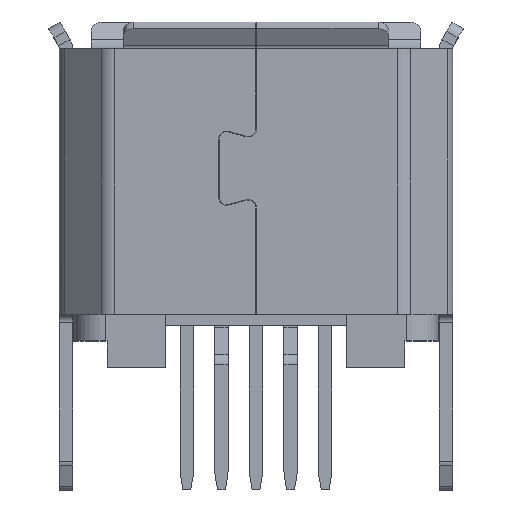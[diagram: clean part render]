
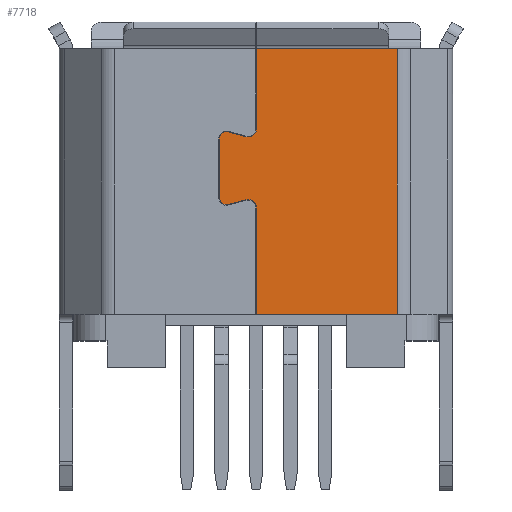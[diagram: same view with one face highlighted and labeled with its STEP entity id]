
A CAD part, top view. The second image highlights one B-rep face of the part: STEP entity #7718.
In plain terms, the highlighted planar face has unit normal (0, 0, 1).
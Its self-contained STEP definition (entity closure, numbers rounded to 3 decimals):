
#176 = VECTOR ( 'NONE', #1530, 1000. ) ;
#239 = EDGE_CURVE ( 'NONE', #872, #5728, #1451, .T. ) ;
#291 = VERTEX_POINT ( 'NONE', #4174 ) ;
#312 = CIRCLE ( 'NONE', #12476, 0.16 ) ;
#599 = DIRECTION ( 'NONE',  ( 0., 0., -1. ) ) ;
#863 = VECTOR ( 'NONE', #9140, 1000. ) ;
#872 = VERTEX_POINT ( 'NONE', #7818 ) ;
#984 = CARTESIAN_POINT ( 'NONE',  ( -2.5, 6., 1.185 ) ) ;
#1086 = LINE ( 'NONE', #11194, #7838 ) ;
#1173 = EDGE_CURVE ( 'NONE', #11974, #10039, #8628, .T. ) ;
#1222 = CARTESIAN_POINT ( 'NONE',  ( -0.69, 3.203, 1.185 ) ) ;
#1451 = LINE ( 'NONE', #12283, #13471 ) ;
#1530 = DIRECTION ( 'NONE',  ( 1., 0., 0. ) ) ;
#1713 = EDGE_CURVE ( 'NONE', #11974, #4103, #7521, .T. ) ;
#1986 = DIRECTION ( 'NONE',  ( 1., 0., 0. ) ) ;
#2200 = VERTEX_POINT ( 'NONE', #10644 ) ;
#2490 = AXIS2_PLACEMENT_3D ( 'NONE', #6210, #6157, #9730 ) ;
#2524 = ORIENTED_EDGE ( 'NONE', *, *, #13213, .T. ) ;
#3067 = CIRCLE ( 'NONE', #13915, 0.14 ) ;
#3080 = CARTESIAN_POINT ( 'NONE',  ( 0.01, 6., 1.185 ) ) ;
#3312 = ORIENTED_EDGE ( 'NONE', *, *, #11893, .F. ) ;
#3326 = CARTESIAN_POINT ( 'NONE',  ( 2.658, 1., 1.185 ) ) ;
#3482 = CARTESIAN_POINT ( 'NONE',  ( 0.01, 1., 1.185 ) ) ;
#3879 = CARTESIAN_POINT ( 'NONE',  ( -0.69, 4.297, 1.185 ) ) ;
#4045 = CARTESIAN_POINT ( 'NONE',  ( -0.55, 3.203, 1.185 ) ) ;
#4052 = DIRECTION ( 'NONE',  ( -0.966, -0.259, 0. ) ) ;
#4103 = VERTEX_POINT ( 'NONE', #9749 ) ;
#4174 = CARTESIAN_POINT ( 'NONE',  ( -0.191, 4.345, 1.185 ) ) ;
#4420 = LINE ( 'NONE', #9271, #7889 ) ;
#4533 = DIRECTION ( 'NONE',  ( 0., -1., 0. ) ) ;
#4655 = EDGE_CURVE ( 'NONE', #5882, #14920, #13954, .T. ) ;
#4853 = DIRECTION ( 'NONE',  ( 0., 0., 1. ) ) ;
#5675 = ORIENTED_EDGE ( 'NONE', *, *, #7918, .F. ) ;
#5723 = ORIENTED_EDGE ( 'NONE', *, *, #4655, .F. ) ;
#5728 = VERTEX_POINT ( 'NONE', #5773 ) ;
#5773 = CARTESIAN_POINT ( 'NONE',  ( 0.01, 4.5, 1.185 ) ) ;
#5840 = EDGE_CURVE ( 'NONE', #872, #2200, #9690, .T. ) ;
#5882 = VERTEX_POINT ( 'NONE', #1222 ) ;
#6157 = DIRECTION ( 'NONE',  ( 0., 0., 1. ) ) ;
#6210 = CARTESIAN_POINT ( 'NONE',  ( -2.658, 6., 1.185 ) ) ;
#6675 = DIRECTION ( 'NONE',  ( -1., 0., 0. ) ) ;
#6885 = CARTESIAN_POINT ( 'NONE',  ( -0.191, 3.155, 1.185 ) ) ;
#6967 = VECTOR ( 'NONE', #4052, 1000. ) ;
#7142 = DIRECTION ( 'NONE',  ( 1., 0., 0. ) ) ;
#7365 = CARTESIAN_POINT ( 'NONE',  ( -0.514, 4.432, 1.185 ) ) ;
#7521 = LINE ( 'NONE', #12362, #6967 ) ;
#7524 = ORIENTED_EDGE ( 'NONE', *, *, #1173, .T. ) ;
#7561 = CARTESIAN_POINT ( 'NONE',  ( 0.01, 3., 1.185 ) ) ;
#7718 = ADVANCED_FACE ( 'NONE', ( #13830 ), #8462, .T. ) ;
#7759 = CARTESIAN_POINT ( 'NONE',  ( -0.69, 6., 1.185 ) ) ;
#7813 = CIRCLE ( 'NONE', #14117, 0.14 ) ;
#7816 = EDGE_CURVE ( 'NONE', #291, #11435, #9803, .T. ) ;
#7818 = CARTESIAN_POINT ( 'NONE',  ( 0.01, 6., 1.185 ) ) ;
#7838 = VECTOR ( 'NONE', #6675, 1000. ) ;
#7889 = VECTOR ( 'NONE', #4533, 1000. ) ;
#7918 = EDGE_CURVE ( 'NONE', #291, #5728, #312, .T. ) ;
#8401 = ORIENTED_EDGE ( 'NONE', *, *, #14044, .F. ) ;
#8462 = PLANE ( 'NONE',  #2490 ) ;
#8469 = CARTESIAN_POINT ( 'NONE',  ( -0.15, 3., 1.185 ) ) ;
#8628 = CIRCLE ( 'NONE', #13939, 0.16 ) ;
#8709 = DIRECTION ( 'NONE',  ( -0.966, 0.259, 0. ) ) ;
#8751 = DIRECTION ( 'NONE',  ( 1., 0., 0. ) ) ;
#8987 = DIRECTION ( 'NONE',  ( 0., 1., 0. ) ) ;
#9140 = DIRECTION ( 'NONE',  ( 1., 0., 0. ) ) ;
#9271 = CARTESIAN_POINT ( 'NONE',  ( 2.658, 6., 1.185 ) ) ;
#9605 = ORIENTED_EDGE ( 'NONE', *, *, #13368, .T. ) ;
#9632 = DIRECTION ( 'NONE',  ( 0., 0., -1. ) ) ;
#9650 = EDGE_LOOP ( 'NONE', ( #3312, #9605, #12638, #12751, #14335, #13977, #5675, #14764, #2524, #5723, #8401, #11661, #7524 ) ) ;
#9690 = LINE ( 'NONE', #984, #863 ) ;
#9730 = DIRECTION ( 'NONE',  ( -1., 0., 0. ) ) ;
#9749 = CARTESIAN_POINT ( 'NONE',  ( -0.514, 3.068, 1.185 ) ) ;
#9803 = LINE ( 'NONE', #11082, #10343 ) ;
#10039 = VERTEX_POINT ( 'NONE', #7561 ) ;
#10169 = DIRECTION ( 'NONE',  ( 0., 0., 1. ) ) ;
#10343 = VECTOR ( 'NONE', #8709, 1000. ) ;
#10632 = CARTESIAN_POINT ( 'NONE',  ( -0.55, 4.297, 1.185 ) ) ;
#10644 = CARTESIAN_POINT ( 'NONE',  ( 2.5, 6., 1.185 ) ) ;
#10756 = CARTESIAN_POINT ( 'NONE',  ( 2.658, 6., 1.185 ) ) ;
#10793 = DIRECTION ( 'NONE',  ( 1., 0., 0. ) ) ;
#11082 = CARTESIAN_POINT ( 'NONE',  ( -2.906, 5.073, 1.185 ) ) ;
#11134 = VECTOR ( 'NONE', #13761, 1000. ) ;
#11194 = CARTESIAN_POINT ( 'NONE',  ( 2.658, 6., 1.185 ) ) ;
#11349 = CARTESIAN_POINT ( 'NONE',  ( -0.15, 4.5, 1.185 ) ) ;
#11435 = VERTEX_POINT ( 'NONE', #7365 ) ;
#11661 = ORIENTED_EDGE ( 'NONE', *, *, #1713, .F. ) ;
#11893 = EDGE_CURVE ( 'NONE', #14266, #10039, #13332, .T. ) ;
#11922 = EDGE_CURVE ( 'NONE', #14824, #14273, #4420, .T. ) ;
#11974 = VERTEX_POINT ( 'NONE', #6885 ) ;
#12283 = CARTESIAN_POINT ( 'NONE',  ( 0.01, 6., 1.185 ) ) ;
#12362 = CARTESIAN_POINT ( 'NONE',  ( -1.781, 2.729, 1.185 ) ) ;
#12476 = AXIS2_PLACEMENT_3D ( 'NONE', #11349, #10169, #1986 ) ;
#12638 = ORIENTED_EDGE ( 'NONE', *, *, #11922, .F. ) ;
#12751 = ORIENTED_EDGE ( 'NONE', *, *, #13612, .T. ) ;
#13106 = LINE ( 'NONE', #14263, #176 ) ;
#13213 = EDGE_CURVE ( 'NONE', #11435, #14920, #3067, .T. ) ;
#13332 = LINE ( 'NONE', #3080, #11134 ) ;
#13368 = EDGE_CURVE ( 'NONE', #14266, #14273, #13106, .T. ) ;
#13471 = VECTOR ( 'NONE', #14727, 1000. ) ;
#13612 = EDGE_CURVE ( 'NONE', #14824, #2200, #1086, .T. ) ;
#13761 = DIRECTION ( 'NONE',  ( 0., 1., 0. ) ) ;
#13830 = FACE_OUTER_BOUND ( 'NONE', #9650, .T. ) ;
#13915 = AXIS2_PLACEMENT_3D ( 'NONE', #10632, #4853, #7142 ) ;
#13939 = AXIS2_PLACEMENT_3D ( 'NONE', #8469, #9632, #10793 ) ;
#13954 = LINE ( 'NONE', #7759, #14670 ) ;
#13977 = ORIENTED_EDGE ( 'NONE', *, *, #239, .T. ) ;
#14044 = EDGE_CURVE ( 'NONE', #4103, #5882, #7813, .T. ) ;
#14117 = AXIS2_PLACEMENT_3D ( 'NONE', #4045, #599, #8751 ) ;
#14263 = CARTESIAN_POINT ( 'NONE',  ( -2.658, 1., 1.185 ) ) ;
#14266 = VERTEX_POINT ( 'NONE', #3482 ) ;
#14273 = VERTEX_POINT ( 'NONE', #3326 ) ;
#14335 = ORIENTED_EDGE ( 'NONE', *, *, #5840, .F. ) ;
#14670 = VECTOR ( 'NONE', #8987, 1000. ) ;
#14727 = DIRECTION ( 'NONE',  ( 0., -1., 0. ) ) ;
#14764 = ORIENTED_EDGE ( 'NONE', *, *, #7816, .T. ) ;
#14824 = VERTEX_POINT ( 'NONE', #10756 ) ;
#14920 = VERTEX_POINT ( 'NONE', #3879 ) ;
